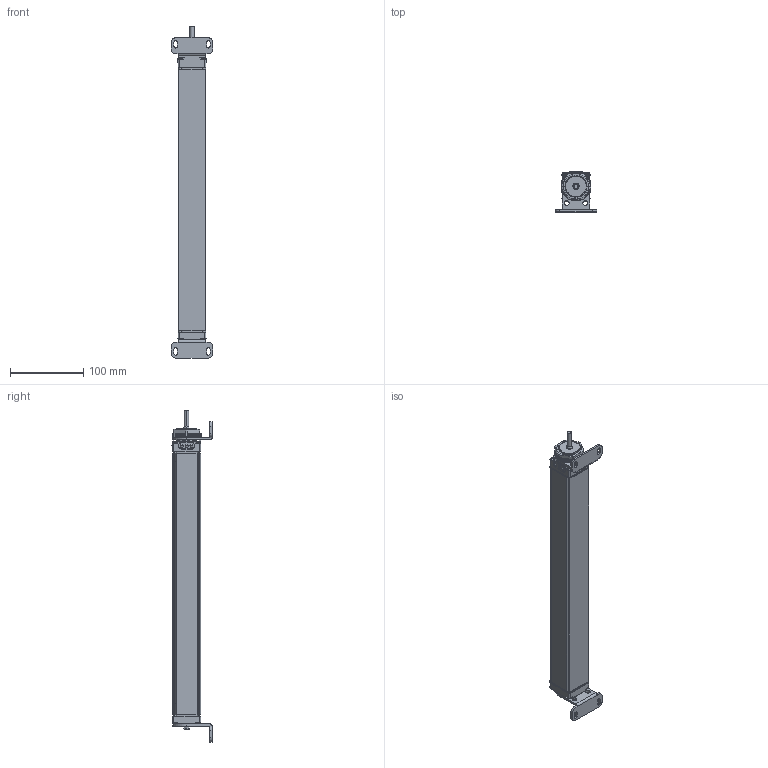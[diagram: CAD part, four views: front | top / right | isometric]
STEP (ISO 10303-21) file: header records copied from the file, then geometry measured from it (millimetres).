
FILE_DESCRIPTION((''),'2;1');
FILE_NAME('188713_ASM','2016-01-11T',('pdmadmin'),(''),'PRO/ENGINEER BY PARAMETRIC TECHNOLOGY CORPORATION, 2013230','PRO/ENGINEER BY PARAMETRIC TECHNOLOGY CORPORATION, 2013230','');
FILE_SCHEMA(('CONFIG_CONTROL_DESIGN'));
Length unit declared in the file: inch
Products named in the file (53): 116496_AF0; 116502_AF0; 120805_AF32; 120805; 124107; 39965; 113974; 36756; 70497; 112009_AF1; 111921; 36740; PIGTAIL_AF1; 116329; 116507_AF1_ASM; 112187_AF1; 115710_AF0; SMC12T_AF1; MINISMA_AF1; WIRE24_WP_AF10; WIRE24_WP_AF11; WIRE24_WP_AF12; WIRE24_WP_AF13; WIRE24_WP_AF14; WIRE24_WP_AF15; WIRE24_WP_AF16; WIRE24_WP_AF17; WIRE24_WP_AF18; WIRE24_WP_AF19; FBEADL_AF1; 0805C_AF1; TVS1_AF1; 1210C_AF2; 1210C_AF3; SMLED_AF9; SMLED_AF10; SMLED_AF11; SMLED_AF12; SMLED_AF13; SMLED_AF14 ...
Assembly tree (60 placements, depth 4):
  188713_ASM
    116496_AF0
    116502_AF0
    120805_AF32
    120805
    124107
    39965
    113974
    36756  x2
    70497  x4
    116513_AF44_ASM
      116507_AF1_ASM
        112009_AF1
        111921  x3
        36740  x3
        PIGTAIL_AF1
        116329
      112187_AF1
      115710_AF1_ASM
        115710_AF0
        SMC12T_AF1
        MINISMA_AF1
        WIRE24_WP_AF10
        WIRE24_WP_AF11
        WIRE24_WP_AF12
        WIRE24_WP_AF13
        WIRE24_WP_AF14
        WIRE24_WP_AF15
        WIRE24_WP_AF16
        WIRE24_WP_AF17
        WIRE24_WP_AF18
        WIRE24_WP_AF19
        FBEADL_AF1
        0805C_AF1
        TVS1_AF1
        1210C_AF2
        1210C_AF3
        SMLED_AF9
        SMLED_AF10
        SMLED_AF11
        SMLED_AF12
        SMLED_AF13
        SMLED_AF14
        SMLED_AF15
        SMLED_AF16
        SMLED_AF17
    70497_AF4
    70497_AF5
    70497_AF6
    70497_AF7
    39966
    38073
    08249
Bounding box: 57.15 x 54.74 x 452.08 mm (x, y, z)
Volume: 203728.6 mm3; surface area: 179020.3 mm2
Topology: 39 solids, 42 shells, 1944 faces, 5261 edges, 3439 vertices
Faces by surface type: plane 817, cylinder 776, bspline 231, cone 50, sphere 42, torus 26, extrusion 2
Entity records: 81469 total; most frequent: CARTESIAN_POINT 36772, ORIENTED_EDGE 9458, DIRECTION 8728, EDGE_CURVE 4735, VERTEX_POINT 3115, AXIS2_PLACEMENT_3D 2940, VECTOR 2848, LINE 2846
